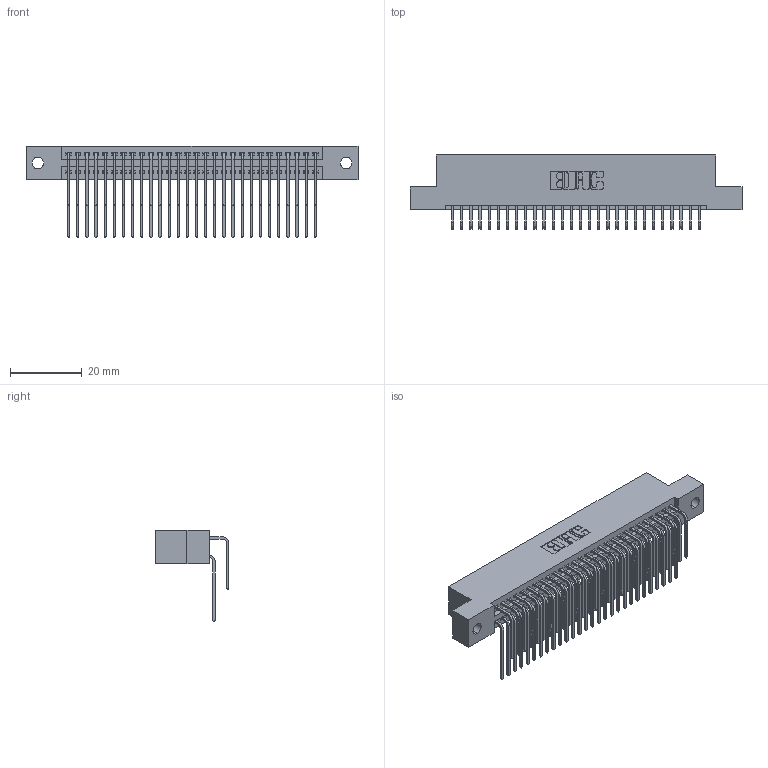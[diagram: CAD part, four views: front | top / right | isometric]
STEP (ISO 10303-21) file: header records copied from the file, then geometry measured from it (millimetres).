
FILE_DESCRIPTION (( 'STEP AP203' ), '1' );
FILE_NAME ('345-056-559-202.STEP', '2019-10-30T03:48:39', ( '' ), ( '' ), 'SwSTEP 2.0', 'SolidWorks 2016', '' );
FILE_SCHEMA (( 'CONFIG_CONTROL_DESIGN' ));
Length unit declared in the file: inch
Products named in the file (4): 345 Part_Flush Mounting Lugs - 0.128 Dia; 345-292-001_558 559 Tail - 1; 345-292-001_559 Tail - 2; 345-056-559-202
Assembly tree (57 placements, depth 2):
  345-056-559-202
    345 Part_Flush Mounting Lugs - 0.128 Dia
    345-292-001_558 559 Tail - 1  x28
    345-292-001_559 Tail - 2  x28
Bounding box: 92.33 x 20.56 x 25.53 mm (x, y, z)
Volume: 9125.3 mm3; surface area: 14464 mm2
Topology: 57 solids, 57 shells, 3038 faces, 9021 edges, 5938 vertices
Faces by surface type: plane 2040, cylinder 998
Entity records: 25509 total; most frequent: CARTESIAN_POINT 4335, ORIENTED_EDGE 4218, DIRECTION 3813, EDGE_CURVE 2109, VECTOR 1825, LINE 1825, VERTEX_POINT 1402, AXIS2_PLACEMENT_3D 994
